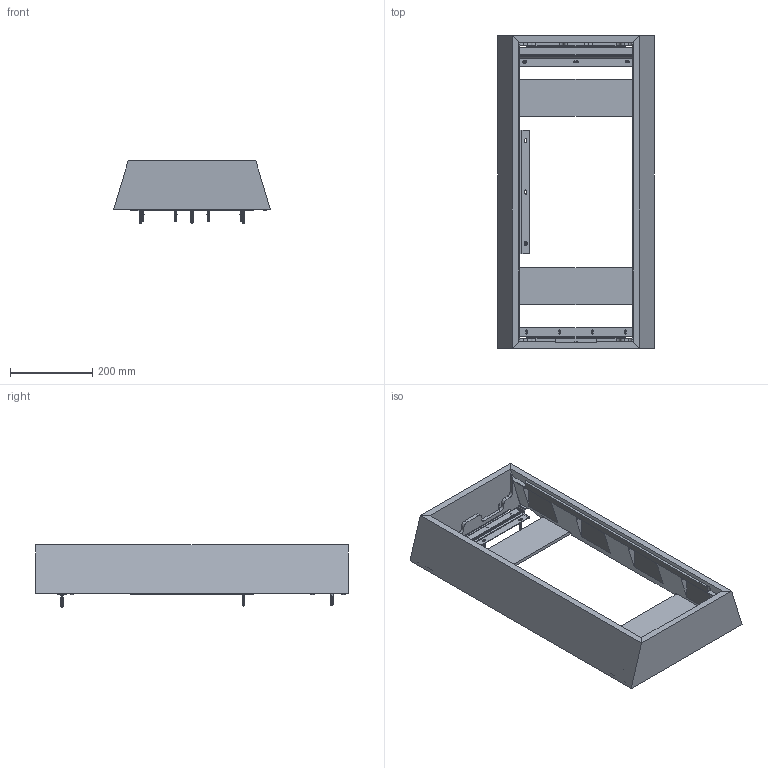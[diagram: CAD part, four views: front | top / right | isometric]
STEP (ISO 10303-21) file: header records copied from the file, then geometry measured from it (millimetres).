
FILE_DESCRIPTION (( 'STEP AP214' ), '1' );
FILE_NAME ('ON WALL FRAME IWLCR6.STEP', '2024-11-13T15:21:31', ( '' ), ( '' ), 'SwSTEP 2.0', 'SolidWorks 2022', '' );
FILE_SCHEMA (( 'AUTOMOTIVE_DESIGN' ));
Length unit declared in the file: millimetre
Products named in the file (1): ON WALL FRAME IWLCR6
Bounding box: 382 x 762 x 151.4 mm (x, y, z)
Volume: 5522477.4 mm3; surface area: 1134260.3 mm2
Topology: 37 solids, 37 shells, 2324 faces, 6375 edges, 4187 vertices
Faces by surface type: plane 1218, cylinder 847, cone 185, bspline 44, torus 16, sphere 14
Entity records: 117602 total; most frequent: CARTESIAN_POINT 35019, ORIENTED_EDGE 12578, DIRECTION 10959, EDGE_CURVE 6289, VERTEX_POINT 4187, AXIS2_PLACEMENT_3D 3703, LINE 3553, VECTOR 3553
